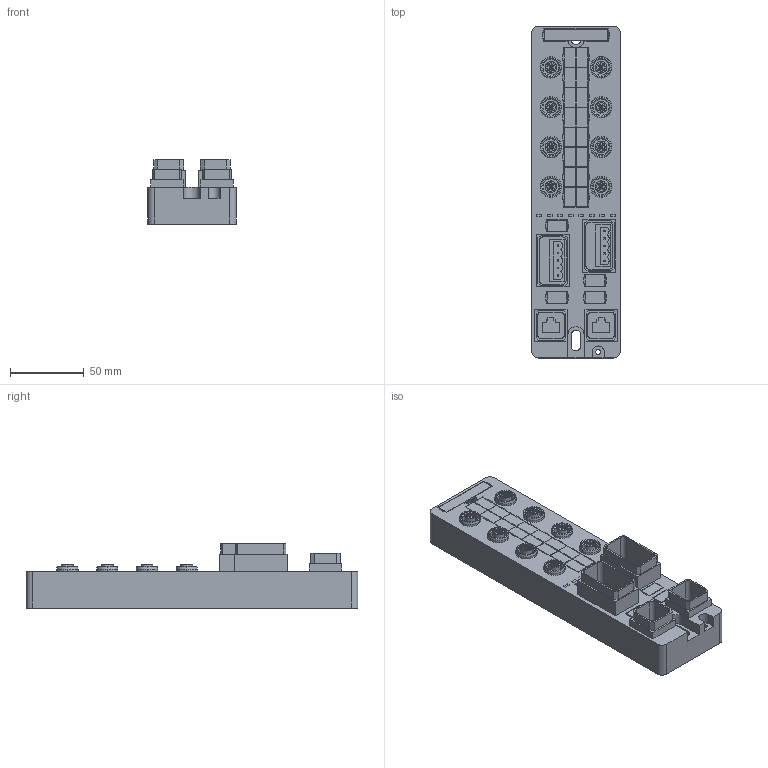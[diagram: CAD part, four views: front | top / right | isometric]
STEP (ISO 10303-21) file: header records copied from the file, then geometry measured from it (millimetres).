
FILE_DESCRIPTION(('CATIA V5 STEP Exchange','CAx-IF Rec.Pracs.--- Model Styling and Organization---1.4--- 2014-01-23'),'2;1');
FILE_NAME ('D1405324_3', '2022-01-13T09:41:14+00:00', ('none'), ('Weidmueller'), 'CATIA Version 5-6 Release 2016 SP3 HF44', 'CATIA V5 STEP AP214', 'none');
FILE_SCHEMA(('AUTOMOTIVE_DESIGN { 1 0 10303 214 1 1 1 1 }'));
Length unit declared in the file: millimetre
Products named in the file (1): 2599670000
Bounding box: 60 x 225 x 43.55 mm (x, y, z)
Volume: 333017.8 mm3; surface area: 75708.9 mm2
Topology: 67 solids, 67 shells, 1420 faces, 3292 edges, 2143 vertices
Faces by surface type: plane 928, cylinder 444, cone 48
Entity records: 42480 total; most frequent: CARTESIAN_POINT 10130, ORIENTED_EDGE 6584, DIRECTION 5332, EDGE_CURVE 3292, VECTOR 2301, LINE 2301, VERTEX_POINT 2143, AXIS2_PLACEMENT_3D 1863
